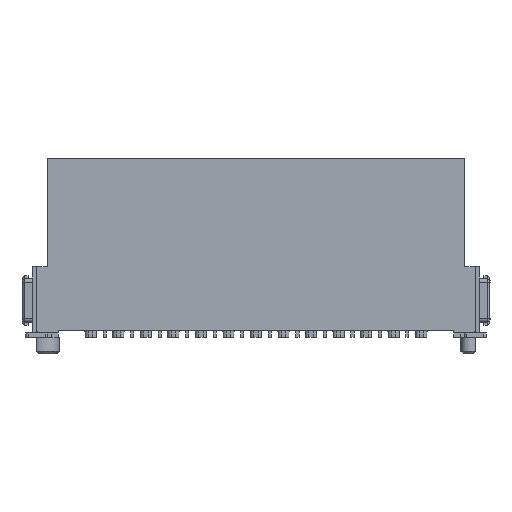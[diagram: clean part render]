
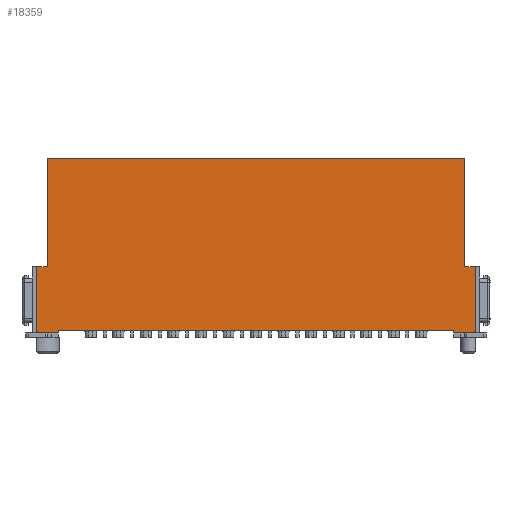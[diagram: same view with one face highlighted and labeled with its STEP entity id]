
A CAD part, front view. The second image highlights one B-rep face of the part: STEP entity #18359.
In plain terms, the highlighted planar face has unit normal (0, -1, 0).
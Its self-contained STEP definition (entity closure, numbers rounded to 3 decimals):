
#379=DIRECTION('',(1.,0.,0.));
#380=VECTOR('',#379,0.485);
#381=CARTESIAN_POINT('',(-10.115,-2.1,3.25));
#382=LINE('',#381,#380);
#435=DIRECTION('',(1.,0.,0.));
#436=VECTOR('',#435,0.485);
#437=CARTESIAN_POINT('',(9.63,-2.1,3.25));
#438=LINE('',#437,#436);
#876=DIRECTION('',(1.,0.,0.));
#877=VECTOR('',#876,18.23);
#878=CARTESIAN_POINT('',(-9.115,-2.1,0.3));
#879=LINE('',#878,#877);
#6707=DIRECTION('',(0.,0.,1.));
#6708=VECTOR('',#6707,3.05);
#6709=CARTESIAN_POINT('',(10.115,-2.1,0.2));
#6710=LINE('',#6709,#6708);
#7970=DIRECTION('',(0.,0.,1.));
#7971=VECTOR('',#7970,0.1);
#7972=CARTESIAN_POINT('',(-9.115,-2.1,0.2));
#7973=LINE('',#7972,#7971);
#7977=DIRECTION('',(1.,0.,0.));
#7978=VECTOR('',#7977,1.);
#7979=CARTESIAN_POINT('',(-10.115,-2.1,0.2));
#7980=LINE('',#7979,#7978);
#7984=DIRECTION('',(0.,0.,1.));
#7985=VECTOR('',#7984,3.05);
#7986=CARTESIAN_POINT('',(-10.115,-2.1,0.2));
#7987=LINE('',#7986,#7985);
#7991=DIRECTION('',(0.,0.,1.));
#7992=VECTOR('',#7991,5.);
#7993=CARTESIAN_POINT('',(-9.63,-2.1,3.25));
#7994=LINE('',#7993,#7992);
#7998=DIRECTION('',(1.,0.,0.));
#7999=VECTOR('',#7998,1.);
#8000=CARTESIAN_POINT('',(9.115,-2.1,0.2));
#8001=LINE('',#8000,#7999);
#8005=DIRECTION('',(0.,0.,1.));
#8006=VECTOR('',#8005,0.1);
#8007=CARTESIAN_POINT('',(9.115,-2.1,0.2));
#8008=LINE('',#8007,#8006);
#9552=DIRECTION('',(1.,0.,0.));
#9553=VECTOR('',#9552,19.26);
#9554=CARTESIAN_POINT('',(-9.63,-2.1,8.25));
#9555=LINE('',#9554,#9553);
#9657=DIRECTION('',(0.,0.,1.));
#9658=VECTOR('',#9657,5.);
#9659=CARTESIAN_POINT('',(9.63,-2.1,3.25));
#9660=LINE('',#9659,#9658);
#9853=CARTESIAN_POINT('',(10.115,-2.1,3.25));
#9855=VERTEX_POINT('',#9853);
#9858=CARTESIAN_POINT('',(-10.115,-2.1,3.25));
#9860=VERTEX_POINT('',#9858);
#10045=CARTESIAN_POINT('',(-9.63,-2.1,8.25));
#10046=CARTESIAN_POINT('',(9.63,-2.1,8.25));
#10047=VERTEX_POINT('',#10045);
#10048=VERTEX_POINT('',#10046);
#10053=CARTESIAN_POINT('',(-9.63,-2.1,3.25));
#10054=VERTEX_POINT('',#10053);
#10055=CARTESIAN_POINT('',(9.63,-2.1,3.25));
#10056=VERTEX_POINT('',#10055);
#10082=CARTESIAN_POINT('',(10.115,-2.1,0.2));
#10084=VERTEX_POINT('',#10082);
#10096=CARTESIAN_POINT('',(-10.115,-2.1,0.2));
#10098=VERTEX_POINT('',#10096);
#10595=CARTESIAN_POINT('',(9.115,-2.1,0.2));
#10596=VERTEX_POINT('',#10595);
#11201=CARTESIAN_POINT('',(-9.115,-2.1,0.3));
#11202=VERTEX_POINT('',#11201);
#11429=CARTESIAN_POINT('',(-9.115,-2.1,0.2));
#11430=VERTEX_POINT('',#11429);
#11433=CARTESIAN_POINT('',(9.115,-2.1,0.3));
#11434=VERTEX_POINT('',#11433);
#18336=CARTESIAN_POINT('',(-10.115,-2.1,0.));
#18337=DIRECTION('',(0.,-1.,0.));
#18338=DIRECTION('',(1.,0.,0.));
#18339=AXIS2_PLACEMENT_3D('',#18336,#18337,#18338);
#18340=PLANE('',#18339);
#18341=ORIENTED_EDGE('',*,*,#12121,.F.);
#18342=ORIENTED_EDGE('',*,*,#11966,.F.);
#18343=ORIENTED_EDGE('',*,*,#17146,.F.);
#18345=ORIENTED_EDGE('',*,*,#18344,.T.);
#18346=ORIENTED_EDGE('',*,*,#12028,.T.);
#18347=ORIENTED_EDGE('',*,*,#12072,.T.);
#18349=ORIENTED_EDGE('',*,*,#18348,.T.);
#18351=ORIENTED_EDGE('',*,*,#18350,.F.);
#18352=ORIENTED_EDGE('',*,*,#12056,.T.);
#18353=ORIENTED_EDGE('',*,*,#17191,.F.);
#18354=ORIENTED_EDGE('',*,*,#17161,.F.);
#18356=ORIENTED_EDGE('',*,*,#18355,.T.);
#18357=EDGE_LOOP('',(#18341,#18342,#18343,#18345,#18346,#18347,#18349,#18351,
#18352,#18353,#18354,#18356));
#18358=FACE_OUTER_BOUND('',#18357,.F.);
#18359=ADVANCED_FACE('',(#18358),#18340,.T.);
#11966=EDGE_CURVE('',#11430,#11202,#7973,.T.);
#12028=EDGE_CURVE('',#9860,#10054,#382,.T.);
#12056=EDGE_CURVE('',#10056,#9855,#438,.T.);
#12072=EDGE_CURVE('',#10054,#10047,#7994,.T.);
#12121=EDGE_CURVE('',#11202,#11434,#879,.T.);
#17146=EDGE_CURVE('',#10098,#11430,#7980,.T.);
#17161=EDGE_CURVE('',#10596,#10084,#8001,.T.);
#17191=EDGE_CURVE('',#10084,#9855,#6710,.T.);
#18344=EDGE_CURVE('',#10098,#9860,#7987,.T.);
#18348=EDGE_CURVE('',#10047,#10048,#9555,.T.);
#18350=EDGE_CURVE('',#10056,#10048,#9660,.T.);
#18355=EDGE_CURVE('',#10596,#11434,#8008,.T.);
